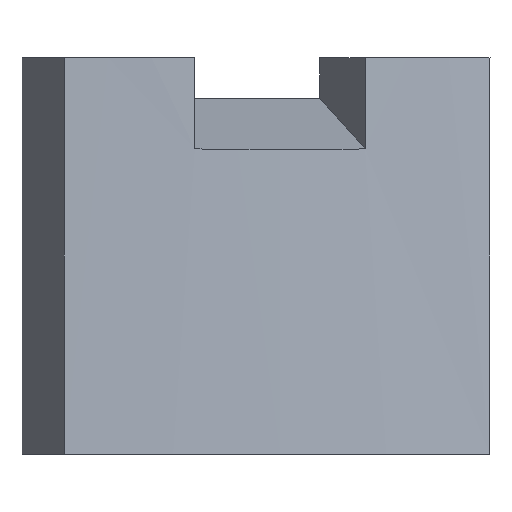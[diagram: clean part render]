
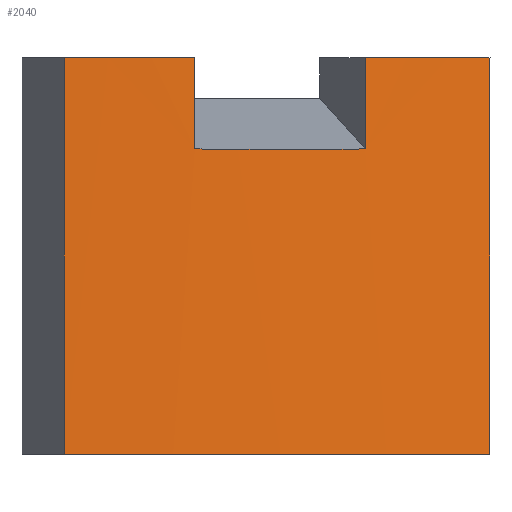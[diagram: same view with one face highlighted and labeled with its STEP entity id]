
A CAD part, front view. The second image highlights one B-rep face of the part: STEP entity #2040.
In plain terms, the highlighted cylindrical face has radius 220 mm (diameter 440 mm), a partial arc.
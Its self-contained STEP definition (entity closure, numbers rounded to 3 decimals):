
#120=CARTESIAN_POINT('',(80.72,-204.657,791.));
#130=VERTEX_POINT('',#120);
#160=CARTESIAN_POINT('',(80.72,-204.657,791.));
#170=DIRECTION('',(0.,0.,1.));
#180=VECTOR('',#170,1.);
#190=LINE('',#160,#180);
#200=CARTESIAN_POINT('',(80.72,-204.657,836.));
#210=VERTEX_POINT('',#200);
#220=EDGE_CURVE('',#130,#210,#190,.T.);
#1110=CARTESIAN_POINT('',(0.,0.,836.));
#1120=DIRECTION('',(0.,0.,1.));
#1130=DIRECTION('',(0.302,-0.953,0.));
#1140=AXIS2_PLACEMENT_3D('',#1110,#1120,#1130);
#1150=CIRCLE('',#1140,220.);
#1160=CARTESIAN_POINT('',(66.541,-209.696,836.));
#1170=VERTEX_POINT('',#1160);
#1180=EDGE_CURVE('',#1170,#210,#1150,.T.);
#1380=CARTESIAN_POINT('',(66.541,-209.696,
825.653));
#1390=VERTEX_POINT('',#1380);
#1440=CARTESIAN_POINT('',(66.541,-209.696,
830.136));
#1450=DIRECTION('',(0.,0.,1.));
#1460=VECTOR('',#1450,1.);
#1470=LINE('',#1440,#1460);
#1480=EDGE_CURVE('',#1390,#1170,#1470,.T.);
#1530=CARTESIAN_POINT('',(0.,0.,813.5));
#1540=DIRECTION('',(0.,0.,-1.));
#1550=DIRECTION('',(0.367,-0.93,0.));
#1560=AXIS2_PLACEMENT_3D('',#1530,#1540,#1550);
#1570=CYLINDRICAL_SURFACE('',#1560,220.);
#1580=CARTESIAN_POINT('',(0.,0.,
889.291));
#1590=DIRECTION('',(0.072,-0.269,
0.961));
#1600=DIRECTION('',(-0.249,0.928,
0.278));
#1610=AXIS2_PLACEMENT_3D('',#1580,#1590,#1600);
#1620=ELLIPSE('',#1610,229.038,220.);
#1630=CARTESIAN_POINT('',(47.222,-214.872,
825.653));
#1640=VERTEX_POINT('',#1630);
#1650=EDGE_CURVE('',#1640,#1390,#1620,.T.);
#1660=ORIENTED_EDGE('',*,*,#1650,.F.);
#1670=ORIENTED_EDGE('',*,*,#1480,.F.);
#1680=ORIENTED_EDGE('',*,*,#1180,.F.);
#1690=ORIENTED_EDGE('',*,*,#220,.T.);
#1700=CARTESIAN_POINT('',(0.,0.,791.));
#1710=DIRECTION('',(0.,0.,-1.));
#1720=DIRECTION('',(0.367,-0.93,0.));
#1730=AXIS2_PLACEMENT_3D('',#1700,#1710,#1720);
#1740=CIRCLE('',#1730,220.);
#1750=CARTESIAN_POINT('',(32.423,-217.598,791.));
#1760=VERTEX_POINT('',#1750);
#1770=EDGE_CURVE('',#130,#1760,#1740,.T.);
#1780=ORIENTED_EDGE('',*,*,#1770,.F.);
#1790=CARTESIAN_POINT('',(32.423,-217.598,836.));
#1800=DIRECTION('',(0.,0.,-1.));
#1810=VECTOR('',#1800,1.);
#1820=LINE('',#1790,#1810);
#1830=CARTESIAN_POINT('',(32.423,-217.598,836.));
#1840=VERTEX_POINT('',#1830);
#1850=EDGE_CURVE('',#1840,#1760,#1820,.T.);
#1860=ORIENTED_EDGE('',*,*,#1850,.T.);
#1870=CARTESIAN_POINT('',(0.,0.,836.));
#1880=DIRECTION('',(0.,0.,1.));
#1890=DIRECTION('',(0.147,-0.989,0.));
#1900=AXIS2_PLACEMENT_3D('',#1870,#1880,#1890);
#1910=CIRCLE('',#1900,220.);
#1920=CARTESIAN_POINT('',(47.222,-214.872,836.));
#1930=VERTEX_POINT('',#1920);
#1940=EDGE_CURVE('',#1840,#1930,#1910,.T.);
#1950=ORIENTED_EDGE('',*,*,#1940,.F.);
#1960=CARTESIAN_POINT('',(47.222,-214.872,836.));
#1970=DIRECTION('',(0.,0.,-1.));
#1980=VECTOR('',#1970,1.);
#1990=LINE('',#1960,#1980);
#2000=EDGE_CURVE('',#1930,#1640,#1990,.T.);
#2010=ORIENTED_EDGE('',*,*,#2000,.F.);
#2020=EDGE_LOOP('',(#2010,#1950,#1860,#1780,#1690,#1680,#1670,#1660));
#2030=FACE_OUTER_BOUND('',#2020,.T.);
#2040=ADVANCED_FACE('',(#2030),#1570,.T.);
